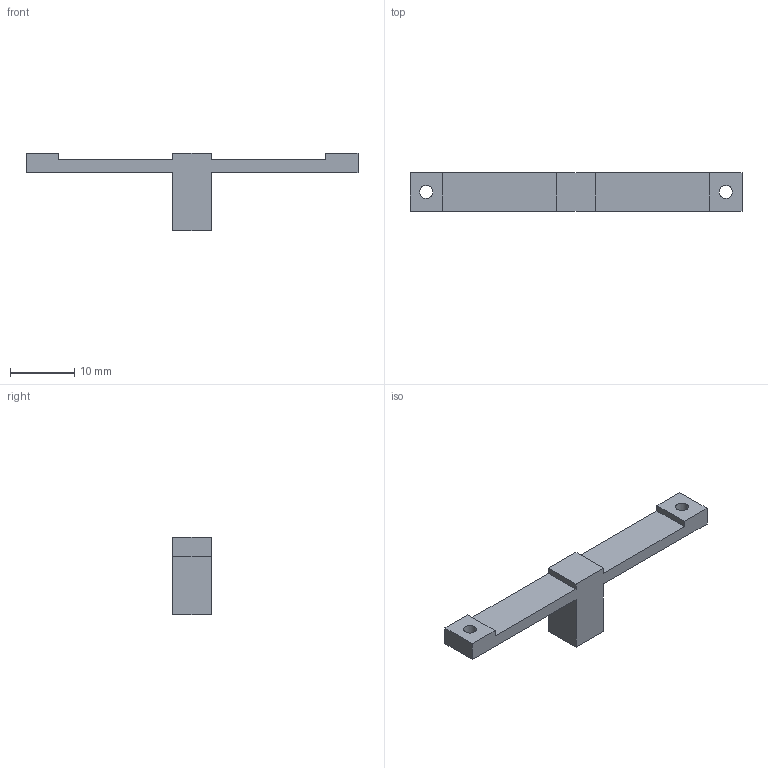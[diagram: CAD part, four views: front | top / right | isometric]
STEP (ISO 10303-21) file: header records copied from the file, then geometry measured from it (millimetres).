
FILE_DESCRIPTION(/* description */ (''),/* implementation_level */ '2;1');
FILE_NAME(/* name */ 'termination_gnd.ipt.stp',/* time_stamp */ '2016-11-04T11:03:16+01:00',/* author */ ('tguillod'),/* organization */ (''),/* preprocessor_version */ 'ST-DEVELOPER v15.2',/* originating_system */ 'Autodesk Inventor 2014',/* authorisation */ '');
FILE_SCHEMA (('AUTOMOTIVE_DESIGN { 1 0 10303 214 3 1 1 }'));
Length unit declared in the file: millimetre
Products named in the file (1): termination_gnd
Bounding box: 51.5 x 6 x 12 mm (x, y, z)
Volume: 979.7 mm3; surface area: 1219.8 mm2
Topology: 1 solids, 1 shells, 22 faces, 59 edges, 39 vertices
Faces by surface type: plane 18, cylinder 3, cone 1
Full cylindrical faces by diameter (mm): 2.013 x2, 2.459 x1
Entity records: 681 total; most frequent: CARTESIAN_POINT 115, ORIENTED_EDGE 108, DIRECTION 106, EDGE_CURVE 54, LINE 48, VECTOR 48, VERTEX_POINT 38, EDGE_LOOP 30
